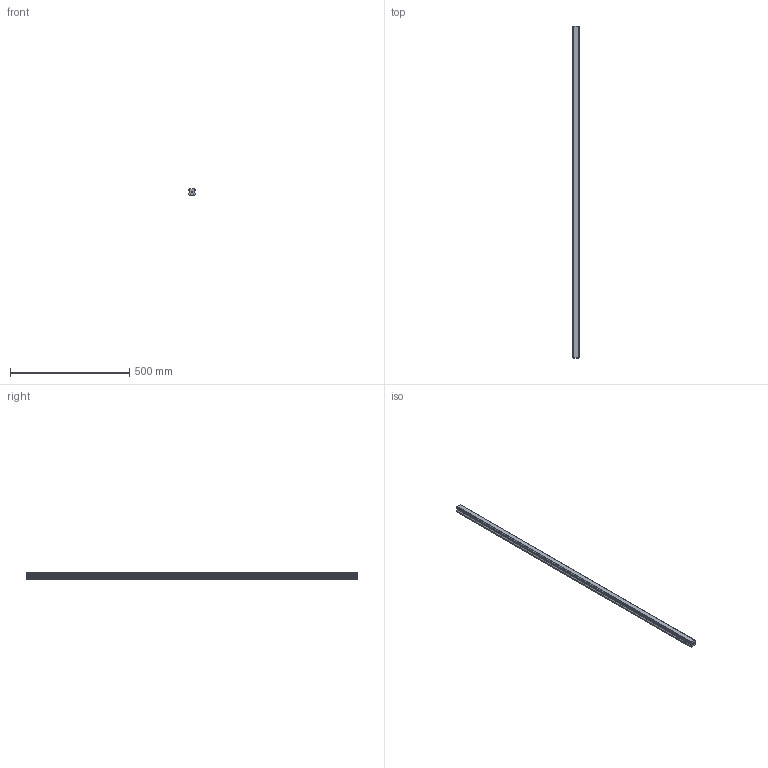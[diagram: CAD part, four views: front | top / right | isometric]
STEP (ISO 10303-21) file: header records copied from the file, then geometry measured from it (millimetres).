
FILE_DESCRIPTION(('STEP AP214'),'1');
FILE_NAME('cctmp_57AC3D53-4BA7-4B16-9CBA-B87AD539AF43_2021_01_26_12_53_04_0319..stp','2021-01-26T11:53:04',('HIWIN GmbH'),('CADClick - www.CADClick.com'),'Spatial InterOp 3D',' ','unknown authorization');
FILE_SCHEMA(('AUTOMOTIVE_DESIGN'));
Length unit declared in the file: millimetre
Products named in the file (1): HGR30T1390C_FILE
Bounding box: 28 x 1390 x 26 mm (x, y, z)
Volume: 842864.9 mm3; surface area: 160772.5 mm2
Topology: 1 solids, 1 shells, 187 faces, 507 edges, 308 vertices
Faces by surface type: plane 93, cylinder 58, cone 36
Entity records: 7097 total; most frequent: CARTESIAN_POINT 967, DIRECTION 963, ORIENTED_EDGE 942, EDGE_CURVE 471, LINE 355, VECTOR 355, VERTEX_POINT 308, AXIS2_PLACEMENT_3D 304
